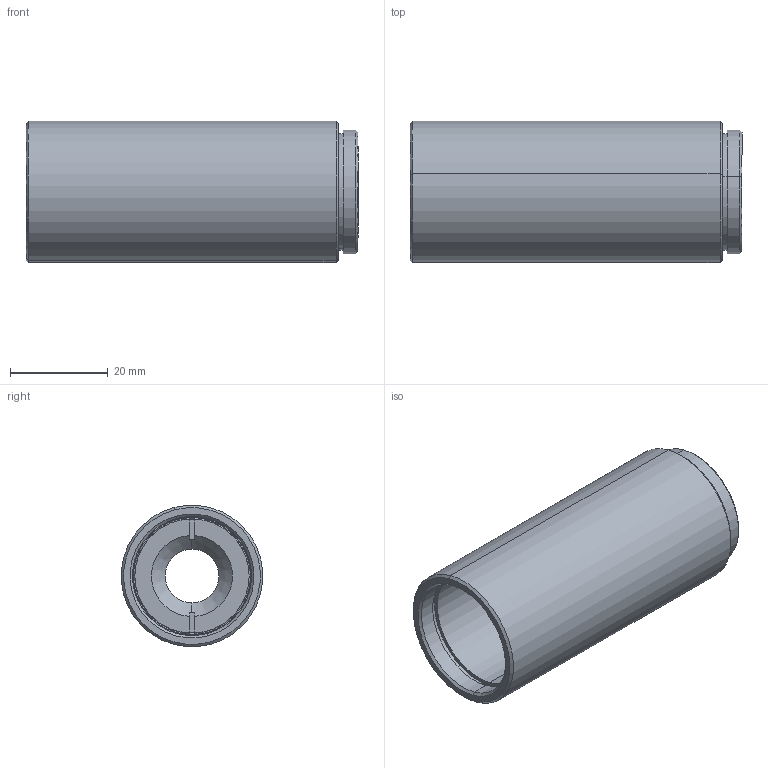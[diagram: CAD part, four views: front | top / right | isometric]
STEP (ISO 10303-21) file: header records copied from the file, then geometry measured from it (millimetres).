
FILE_DESCRIPTION (( 'STEP AP203' ), '1' );
FILE_NAME ('Web Model 36290_Default.step', '2018-07-24T18:04:46', ( '' ), ( '' ), 'SwSTEP 2.0', 'SolidWorks 2016', '' );
FILE_SCHEMA (( 'CONFIG_CONTROL_DESIGN' ));
Length unit declared in the file: millimetre
Products named in the file (1): Web Model 36290_Default
Bounding box: 67.98 x 28.9 x 28.9 mm (x, y, z)
Volume: 18829.3 mm3; surface area: 18535.9 mm2
Topology: 4 solids, 4 shells, 91 faces, 194 edges, 120 vertices
Faces by surface type: cylinder 38, cone 28, plane 25
Entity records: 2569 total; most frequent: DIRECTION 480, CARTESIAN_POINT 430, ORIENTED_EDGE 388, AXIS2_PLACEMENT_3D 202, EDGE_CURVE 194, VERTEX_POINT 120, CIRCLE 110, EDGE_LOOP 108
